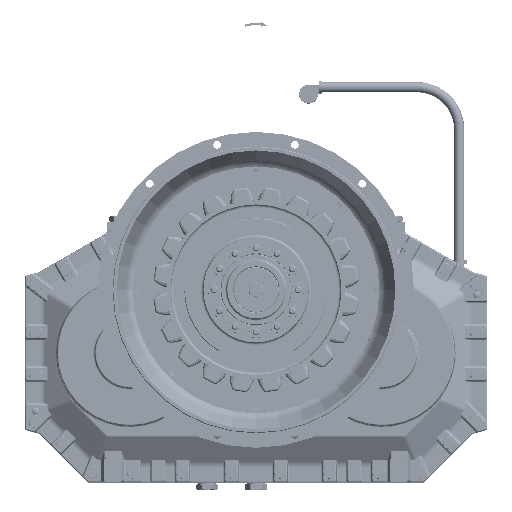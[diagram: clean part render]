
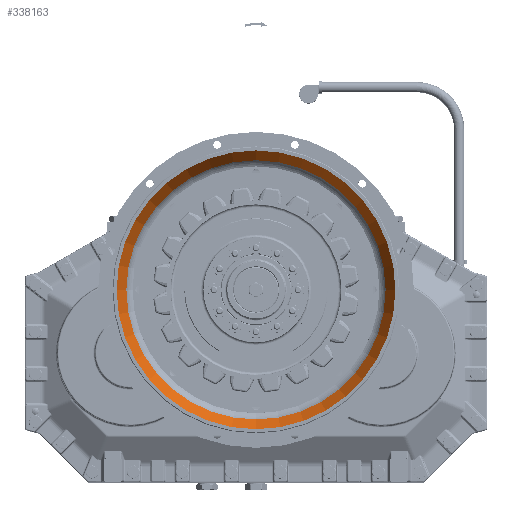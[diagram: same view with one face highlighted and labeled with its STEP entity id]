
A CAD part, top view. The second image highlights one B-rep face of the part: STEP entity #338163.
In plain terms, the highlighted conical face has half-angle 29.348 degrees and reference radius 201.811 mm.
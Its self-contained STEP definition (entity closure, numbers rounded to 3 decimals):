
#4001 = DIRECTION ( 'NONE',  ( 0., 0., 1. ) ) ;
#19315 = FACE_OUTER_BOUND ( 'NONE', #84272, .T. ) ;
#26461 = AXIS2_PLACEMENT_3D ( 'NONE', #218278, #4001, #254117 ) ;
#37218 = AXIS2_PLACEMENT_3D ( 'NONE', #381279, #346969, #276660 ) ;
#37543 = CIRCLE ( 'NONE', #26461, 199. ) ;
#80396 = AXIS2_PLACEMENT_3D ( 'NONE', #84211, #334275, #120133 ) ;
#81472 = VERTEX_POINT ( 'NONE', #281231 ) ;
#84211 = CARTESIAN_POINT ( 'NONE',  ( 0., 0., -19.802 ) ) ;
#84272 = EDGE_LOOP ( 'NONE', ( #405941 ) ) ;
#90241 = CIRCLE ( 'NONE', #80396, 185.054 ) ;
#120133 = DIRECTION ( 'NONE',  ( -1., 0., 0. ) ) ;
#136536 = EDGE_LOOP ( 'NONE', ( #344681 ) ) ;
#167904 = VERTEX_POINT ( 'NONE', #366970 ) ;
#211713 = EDGE_CURVE ( 'NONE', #167904, #167904, #90241, .T. ) ;
#218278 = CARTESIAN_POINT ( 'NONE',  ( 0., 0., 5. ) ) ;
#248582 = CONICAL_SURFACE ( 'NONE', #37218, 201.811, 0.512 ) ;
#254117 = DIRECTION ( 'NONE',  ( 1., 0., 0. ) ) ;
#276660 = DIRECTION ( 'NONE',  ( 1., 0., 0. ) ) ;
#281231 = CARTESIAN_POINT ( 'NONE',  ( 199., 0., 5. ) ) ;
#293353 = FACE_BOUND ( 'NONE', #136536, .T. ) ;
#334275 = DIRECTION ( 'NONE',  ( 0., 0., -1. ) ) ;
#338163 = ADVANCED_FACE ( 'NONE', ( #293353, #19315 ), #248582, .F. ) ;
#344681 = ORIENTED_EDGE ( 'NONE', *, *, #211713, .T. ) ;
#346969 = DIRECTION ( 'NONE',  ( 0., 0., 1. ) ) ;
#366970 = CARTESIAN_POINT ( 'NONE',  ( -185.054, 0., -19.802 ) ) ;
#381279 = CARTESIAN_POINT ( 'NONE',  ( 0., 0., 10. ) ) ;
#405941 = ORIENTED_EDGE ( 'NONE', *, *, #434589, .T. ) ;
#434589 = EDGE_CURVE ( 'NONE', #81472, #81472, #37543, .T. ) ;
